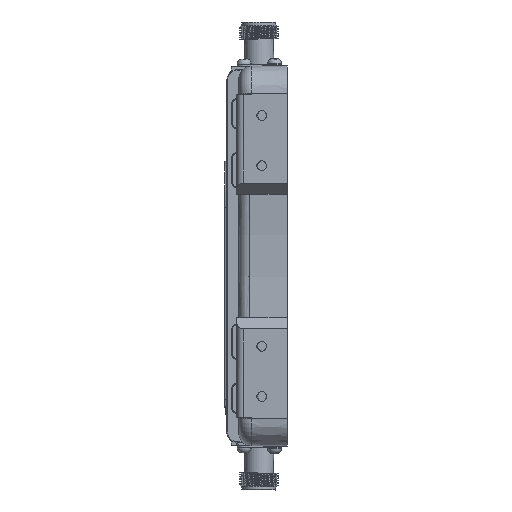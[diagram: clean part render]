
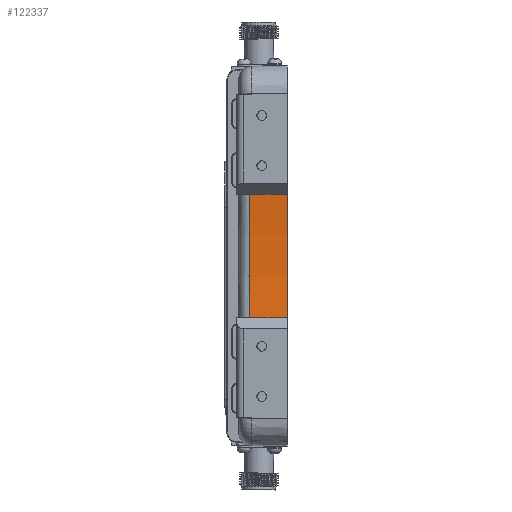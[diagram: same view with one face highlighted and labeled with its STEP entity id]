
A CAD part, left-side view. The second image highlights one B-rep face of the part: STEP entity #122337.
In plain terms, the highlighted conical face has half-angle 1 degrees and reference radius 278.551 mm.
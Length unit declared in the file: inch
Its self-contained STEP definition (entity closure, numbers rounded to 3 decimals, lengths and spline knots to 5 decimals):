
#1316 = CARTESIAN_POINT ( 'NONE',  ( -2.264, 0., 0.965 ) ) ;
#2134 = CONICAL_SURFACE ( 'NONE', #52588, 10.96656, 0.017 ) ;
#4070 = VERTEX_POINT ( 'NONE', #1316 ) ;
#11484 = CARTESIAN_POINT ( 'NONE',  ( -2.25403, 0.59497, -0.9701 ) ) ;
#13012 = ORIENTED_EDGE ( 'NONE', *, *, #64476, .T. ) ;
#15694 = CARTESIAN_POINT ( 'NONE',  ( -2.264, 0., -0.965 ) ) ;
#18100 = AXIS2_PLACEMENT_3D ( 'NONE', #57502, #127502, #67537 ) ;
#18254 = EDGE_CURVE ( 'NONE', #18858, #4070, #77625, .T. ) ;
#18858 = VERTEX_POINT ( 'NONE', #15694 ) ;
#19064 = CARTESIAN_POINT ( 'NONE',  ( -2.25403, 0.59497, -0.9701 ) ) ;
#19536 = CARTESIAN_POINT ( 'NONE',  ( -13.18802, 0., 0. ) ) ;
#21001 = CARTESIAN_POINT ( 'NONE',  ( -13.18802, 0., 0. ) ) ;
#21160 = EDGE_LOOP ( 'NONE', ( #123255, #13012, #118411, #118354 ) ) ;
#21635 = CARTESIAN_POINT ( 'NONE',  ( -2.25735, 0.39664, 0.9684 ) ) ;
#26291 = EDGE_CURVE ( 'NONE', #119012, #4070, #64292, .T. ) ;
#29600 = DIRECTION ( 'NONE',  ( 0., 0., -1. ) ) ;
#31738 = CARTESIAN_POINT ( 'NONE',  ( -2.264, 0., 0.965 ) ) ;
#39272 = CARTESIAN_POINT ( 'NONE',  ( -2.26067, 0.19832, -0.9667 ) ) ;
#51672 = VERTEX_POINT ( 'NONE', #11484 ) ;
#52588 = AXIS2_PLACEMENT_3D ( 'NONE', #21001, #80990, #101575 ) ;
#57502 = CARTESIAN_POINT ( 'NONE',  ( -13.18802, 0.59497, 0. ) ) ;
#64292 = B_SPLINE_CURVE_WITH_KNOTS ( 'NONE', 3,
 ( #81638, #21635, #91714, #31738 ),
 .UNSPECIFIED., .F., .F.,
 ( 4, 4 ),
 ( 0.00424, 0.01936 ),
 .UNSPECIFIED. ) ;
#64476 = EDGE_CURVE ( 'NONE', #119012, #51672, #80810, .T. ) ;
#67537 = DIRECTION ( 'NONE',  ( 0., 0., 1. ) ) ;
#77625 = CIRCLE ( 'NONE', #123245, 10.96656 ) ;
#79069 = CARTESIAN_POINT ( 'NONE',  ( -2.25735, 0.39664, -0.9684 ) ) ;
#80810 = CIRCLE ( 'NONE', #18100, 10.97695 ) ;
#80990 = DIRECTION ( 'NONE',  ( 0., 1., 0. ) ) ;
#81638 = CARTESIAN_POINT ( 'NONE',  ( -2.25403, 0.59497, 0.9701 ) ) ;
#86887 = CARTESIAN_POINT ( 'NONE',  ( -2.25403, 0.59497, 0.9701 ) ) ;
#89595 = DIRECTION ( 'NONE',  ( 0., -1., 0. ) ) ;
#91714 = CARTESIAN_POINT ( 'NONE',  ( -2.26067, 0.19832, 0.9667 ) ) ;
#94386 = B_SPLINE_CURVE_WITH_KNOTS ( 'NONE', 3,
 ( #19064, #79069, #39272, #109266 ),
 .UNSPECIFIED., .F., .F.,
 ( 4, 4 ),
 ( 0.00424, 0.01936 ),
 .UNSPECIFIED. ) ;
#94653 = FACE_OUTER_BOUND ( 'NONE', #21160, .T. ) ;
#101575 = DIRECTION ( 'NONE',  ( 0., 0., -1. ) ) ;
#106611 = EDGE_CURVE ( 'NONE', #51672, #18858, #94386, .T. ) ;
#109266 = CARTESIAN_POINT ( 'NONE',  ( -2.264, 0., -0.965 ) ) ;
#118354 = ORIENTED_EDGE ( 'NONE', *, *, #18254, .T. ) ;
#118411 = ORIENTED_EDGE ( 'NONE', *, *, #106611, .T. ) ;
#119012 = VERTEX_POINT ( 'NONE', #86887 ) ;
#122337 = ADVANCED_FACE ( 'NONE', ( #94653 ), #2134, .F. ) ;
#123245 = AXIS2_PLACEMENT_3D ( 'NONE', #19536, #89595, #29600 ) ;
#123255 = ORIENTED_EDGE ( 'NONE', *, *, #26291, .F. ) ;
#127502 = DIRECTION ( 'NONE',  ( 0., 1., 0. ) ) ;
